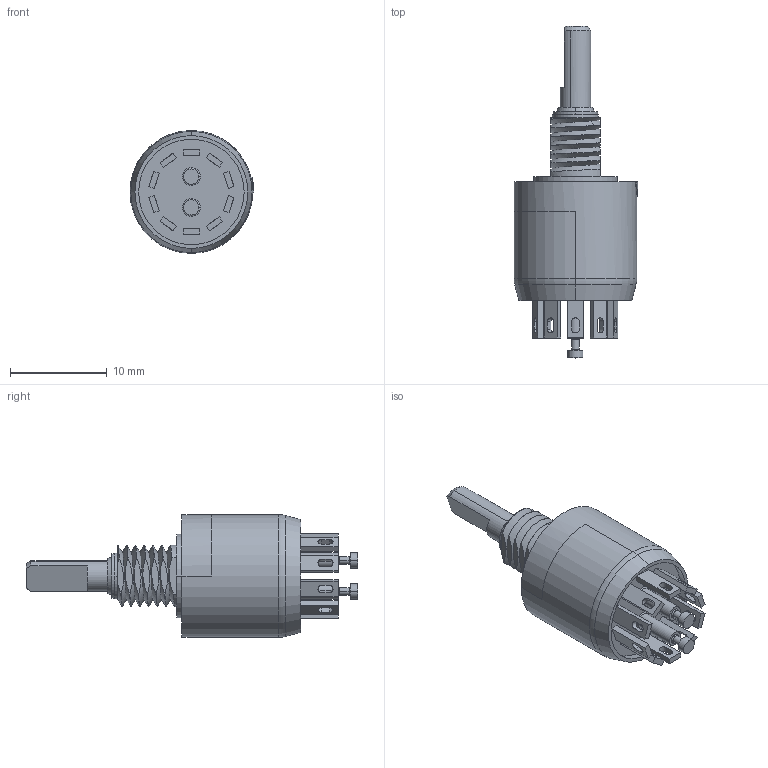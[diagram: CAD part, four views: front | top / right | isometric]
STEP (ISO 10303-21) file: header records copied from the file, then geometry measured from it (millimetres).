
FILE_DESCRIPTION((''),'2;1');
FILE_NAME('50A36-01-2-XXX','2012-03-08T',('Administrator'),(''),'PRO/ENGINEER BY PARAMETRIC TECHNOLOGY CORPORATION, 2006200','PRO/ENGINEER BY PARAMETRIC TECHNOLOGY CORPORATION, 2006200','');
FILE_SCHEMA(('CONFIG_CONTROL_DESIGN'));
Length unit declared in the file: inch
Products named in the file (1): 50A36-01-2-XXX
Bounding box: 12.83 x 34.34 x 12.7 mm (x, y, z)
Volume: 935.8 mm3; surface area: 2456.9 mm2
Topology: 2 solids, 2 shells, 813 faces, 2243 edges, 1483 vertices
Faces by surface type: plane 660, cylinder 111, torus 18, cone 17, bspline 7
Entity records: 33474 total; most frequent: CARTESIAN_POINT 7270, ORIENTED_EDGE 4486, DIRECTION 4065, EDGE_CURVE 2243, VECTOR 1879, LINE 1879, VERTEX_POINT 1483, AXIS2_PLACEMENT_3D 1093
